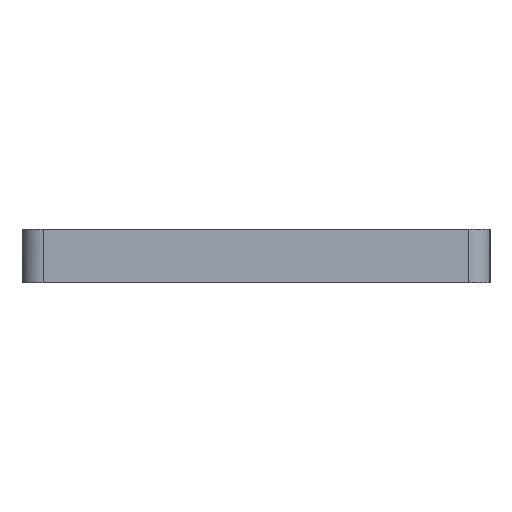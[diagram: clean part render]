
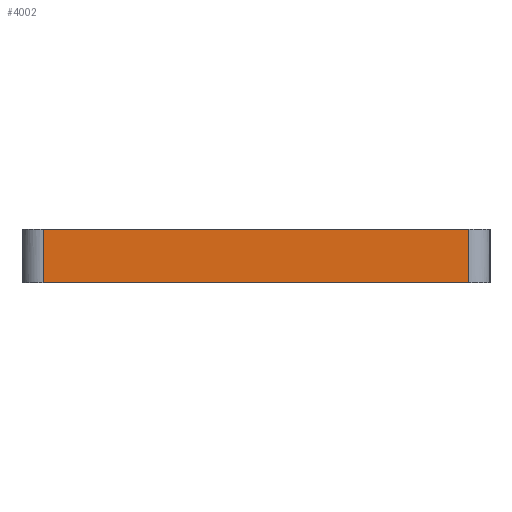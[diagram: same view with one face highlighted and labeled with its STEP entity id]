
A CAD part, left-side view. The second image highlights one B-rep face of the part: STEP entity #4002.
In plain terms, the highlighted planar face has unit normal (-1, 0, 0).
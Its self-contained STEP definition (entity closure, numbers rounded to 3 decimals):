
#175=CARTESIAN_POINT('Vertex',(12.5,174.99,375.)) ;
#178=CARTESIAN_POINT('Line Origine',(12.5,194.94,375.)) ;
#182=CARTESIAN_POINT('Vertex',(12.5,214.89,375.)) ;
#1533=CARTESIAN_POINT('Vertex',(12.5,214.89,380.)) ;
#1536=CARTESIAN_POINT('Line Origine',(12.5,194.94,380.)) ;
#1540=CARTESIAN_POINT('Vertex',(12.5,174.99,380.)) ;
#3976=CARTESIAN_POINT('Control Point',(12.5,214.89,375.)) ;
#3977=CARTESIAN_POINT('Control Point',(12.5,214.89,380.)) ;
#3986=CARTESIAN_POINT('Axis2P3D Location',(12.5,216.885,374.5)) ;
#3991=CARTESIAN_POINT('Line Origine',(12.5,174.99,377.5)) ;
#179=DIRECTION('Vector Direction',(0.,-1.,0.)) ;
#1537=DIRECTION('Vector Direction',(0.,1.,0.)) ;
#3987=DIRECTION('Axis2P3D Direction',(-1.,0.,0.)) ;
#3988=DIRECTION('Axis2P3D XDirection',(0.,-1.,0.)) ;
#3992=DIRECTION('Vector Direction',(0.,0.,-1.)) ;
#3989=AXIS2_PLACEMENT_3D('Plane Axis2P3D',#3986,#3987,#3988) ;
#3997=ORIENTED_EDGE('',*,*,#184,.T.) ;
#3998=ORIENTED_EDGE('',*,*,#3995,.F.) ;
#3999=ORIENTED_EDGE('',*,*,#1542,.T.) ;
#4000=ORIENTED_EDGE('',*,*,#3978,.F.) ;
#180=VECTOR('Line Direction',#179,1.) ;
#1538=VECTOR('Line Direction',#1537,1.) ;
#3993=VECTOR('Line Direction',#3992,1.) ;
#4002=ADVANCED_FACE('Corps principal',(#4001),#3990,.T.) ;
#184=EDGE_CURVE('',#183,#176,#181,.T.) ;
#1542=EDGE_CURVE('',#1541,#1534,#1539,.T.) ;
#3978=EDGE_CURVE('',#183,#1534,#3975,.T.) ;
#3995=EDGE_CURVE('',#1541,#176,#3994,.T.) ;
#3996=EDGE_LOOP('',(#3997,#3998,#3999,#4000)) ;
#4001=FACE_OUTER_BOUND('',#3996,.T.) ;
#181=LINE('Line',#178,#180) ;
#1539=LINE('Line',#1536,#1538) ;
#3994=LINE('Line',#3991,#3993) ;
#3990=PLANE('',#3989) ;
#176=VERTEX_POINT('',#175) ;
#183=VERTEX_POINT('',#182) ;
#1534=VERTEX_POINT('',#1533) ;
#1541=VERTEX_POINT('',#1540) ;
#3975=(BOUNDED_CURVE()B_SPLINE_CURVE(1,(#3976,#3977),.UNSPECIFIED.,.F.,.U.)B_SPLINE_CURVE_WITH_KNOTS((2,2),(0.56,5.56),.UNSPECIFIED.)CURVE()GEOMETRIC_REPRESENTATION_ITEM()RATIONAL_B_SPLINE_CURVE((1.,1.))REPRESENTATION_ITEM('')) ;
